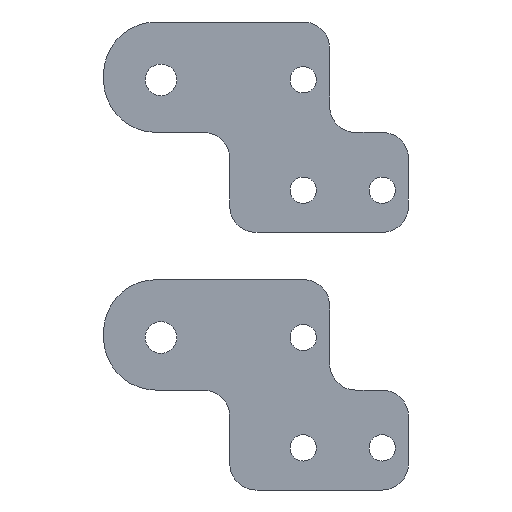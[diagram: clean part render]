
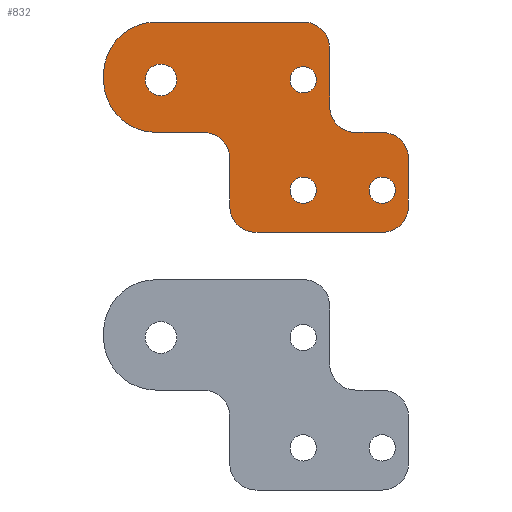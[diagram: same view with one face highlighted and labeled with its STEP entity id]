
A CAD part, front view. The second image highlights one B-rep face of the part: STEP entity #832.
In plain terms, the highlighted planar face has unit normal (0, -1, 0).
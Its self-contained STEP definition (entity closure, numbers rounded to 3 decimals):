
#49=LINE('',#1320,#113);
#54=LINE('',#1334,#118);
#58=LINE('',#1346,#122);
#62=LINE('',#1358,#126);
#66=LINE('',#1370,#130);
#70=LINE('',#1382,#134);
#74=LINE('',#1394,#138);
#78=LINE('',#1406,#142);
#113=VECTOR('',#1080,10.);
#118=VECTOR('',#1093,10.);
#122=VECTOR('',#1105,10.);
#126=VECTOR('',#1117,10.);
#130=VECTOR('',#1129,10.);
#134=VECTOR('',#1141,10.);
#138=VECTOR('',#1153,10.);
#142=VECTOR('',#1165,10.);
#164=PLANE('',#927);
#185=FACE_BOUND('',#297,.T.);
#186=FACE_BOUND('',#298,.T.);
#187=FACE_BOUND('',#299,.T.);
#188=FACE_BOUND('',#300,.T.);
#232=FACE_OUTER_BOUND('',#296,.T.);
#296=EDGE_LOOP('',(#745,#746,#747,#748,#749,#750,#751,#752,#753,#754,#755,
#756,#757,#758,#759,#760));
#297=EDGE_LOOP('',(#761));
#298=EDGE_LOOP('',(#762));
#299=EDGE_LOOP('',(#763));
#300=EDGE_LOOP('',(#764));
#326=CIRCLE('',#884,2.5);
#328=CIRCLE('',#887,2.5);
#330=CIRCLE('',#890,3.);
#332=CIRCLE('',#893,2.5);
#333=CIRCLE('',#896,5.);
#335=CIRCLE('',#900,5.);
#337=CIRCLE('',#904,5.);
#339=CIRCLE('',#908,5.);
#341=CIRCLE('',#912,5.);
#343=CIRCLE('',#916,5.);
#345=CIRCLE('',#920,10.);
#347=CIRCLE('',#924,10.);
#390=VERTEX_POINT('',#1300);
#392=VERTEX_POINT('',#1305);
#394=VERTEX_POINT('',#1310);
#396=VERTEX_POINT('',#1315);
#397=VERTEX_POINT('',#1318);
#398=VERTEX_POINT('',#1319);
#401=VERTEX_POINT('',#1327);
#403=VERTEX_POINT('',#1333);
#405=VERTEX_POINT('',#1339);
#407=VERTEX_POINT('',#1345);
#409=VERTEX_POINT('',#1351);
#411=VERTEX_POINT('',#1357);
#413=VERTEX_POINT('',#1363);
#415=VERTEX_POINT('',#1369);
#417=VERTEX_POINT('',#1375);
#419=VERTEX_POINT('',#1381);
#421=VERTEX_POINT('',#1387);
#423=VERTEX_POINT('',#1393);
#425=VERTEX_POINT('',#1399);
#427=VERTEX_POINT('',#1405);
#486=EDGE_CURVE('',#390,#390,#326,.T.);
#488=EDGE_CURVE('',#392,#392,#328,.T.);
#490=EDGE_CURVE('',#394,#394,#330,.T.);
#492=EDGE_CURVE('',#396,#396,#332,.T.);
#493=EDGE_CURVE('',#397,#398,#49,.T.);
#497=EDGE_CURVE('',#398,#401,#333,.T.);
#500=EDGE_CURVE('',#401,#403,#54,.T.);
#503=EDGE_CURVE('',#405,#403,#335,.T.);
#506=EDGE_CURVE('',#405,#407,#58,.T.);
#509=EDGE_CURVE('',#409,#407,#337,.T.);
#512=EDGE_CURVE('',#409,#411,#62,.T.);
#515=EDGE_CURVE('',#413,#411,#339,.T.);
#518=EDGE_CURVE('',#413,#415,#66,.T.);
#521=EDGE_CURVE('',#415,#417,#341,.T.);
#524=EDGE_CURVE('',#417,#419,#70,.T.);
#527=EDGE_CURVE('',#421,#419,#343,.T.);
#530=EDGE_CURVE('',#421,#423,#74,.T.);
#533=EDGE_CURVE('',#425,#423,#345,.T.);
#536=EDGE_CURVE('',#425,#427,#78,.T.);
#539=EDGE_CURVE('',#397,#427,#347,.T.);
#745=ORIENTED_EDGE('',*,*,#539,.F.);
#746=ORIENTED_EDGE('',*,*,#493,.T.);
#747=ORIENTED_EDGE('',*,*,#497,.T.);
#748=ORIENTED_EDGE('',*,*,#500,.T.);
#749=ORIENTED_EDGE('',*,*,#503,.F.);
#750=ORIENTED_EDGE('',*,*,#506,.T.);
#751=ORIENTED_EDGE('',*,*,#509,.F.);
#752=ORIENTED_EDGE('',*,*,#512,.T.);
#753=ORIENTED_EDGE('',*,*,#515,.F.);
#754=ORIENTED_EDGE('',*,*,#518,.T.);
#755=ORIENTED_EDGE('',*,*,#521,.T.);
#756=ORIENTED_EDGE('',*,*,#524,.T.);
#757=ORIENTED_EDGE('',*,*,#527,.F.);
#758=ORIENTED_EDGE('',*,*,#530,.T.);
#759=ORIENTED_EDGE('',*,*,#533,.F.);
#760=ORIENTED_EDGE('',*,*,#536,.T.);
#761=ORIENTED_EDGE('',*,*,#492,.F.);
#762=ORIENTED_EDGE('',*,*,#490,.F.);
#763=ORIENTED_EDGE('',*,*,#488,.F.);
#764=ORIENTED_EDGE('',*,*,#486,.F.);
#832=ADVANCED_FACE('',(#232,#185,#186,#187,#188),#164,.F.);
#884=AXIS2_PLACEMENT_3D('',#1301,#1058,#1059);
#887=AXIS2_PLACEMENT_3D('',#1306,#1064,#1065);
#890=AXIS2_PLACEMENT_3D('',#1311,#1070,#1071);
#893=AXIS2_PLACEMENT_3D('',#1316,#1076,#1077);
#896=AXIS2_PLACEMENT_3D('',#1328,#1086,#1087);
#900=AXIS2_PLACEMENT_3D('',#1340,#1098,#1099);
#904=AXIS2_PLACEMENT_3D('',#1352,#1110,#1111);
#908=AXIS2_PLACEMENT_3D('',#1364,#1122,#1123);
#912=AXIS2_PLACEMENT_3D('',#1376,#1134,#1135);
#916=AXIS2_PLACEMENT_3D('',#1388,#1146,#1147);
#920=AXIS2_PLACEMENT_3D('',#1400,#1158,#1159);
#924=AXIS2_PLACEMENT_3D('',#1411,#1170,#1171);
#927=AXIS2_PLACEMENT_3D('',#1414,#1176,#1177);
#1058=DIRECTION('center_axis',(0.,-1.,0.));
#1059=DIRECTION('ref_axis',(1.,0.,0.));
#1064=DIRECTION('center_axis',(0.,-1.,0.));
#1065=DIRECTION('ref_axis',(1.,0.,0.));
#1070=DIRECTION('center_axis',(0.,-1.,0.));
#1071=DIRECTION('ref_axis',(1.,0.,0.));
#1076=DIRECTION('center_axis',(0.,-1.,0.));
#1077=DIRECTION('ref_axis',(1.,0.,0.));
#1080=DIRECTION('',(1.,0.,0.));
#1086=DIRECTION('center_axis',(0.,1.,0.));
#1087=DIRECTION('ref_axis',(0.,0.,1.));
#1093=DIRECTION('',(0.,0.,-1.));
#1098=DIRECTION('center_axis',(0.,1.,0.));
#1099=DIRECTION('ref_axis',(0.,0.,-1.));
#1105=DIRECTION('',(1.,0.,0.));
#1110=DIRECTION('center_axis',(0.,1.,0.));
#1111=DIRECTION('ref_axis',(1.,0.,0.));
#1117=DIRECTION('',(0.,0.,1.));
#1122=DIRECTION('center_axis',(0.,1.,0.));
#1123=DIRECTION('ref_axis',(0.,0.,1.));
#1129=DIRECTION('',(-1.,0.,0.));
#1134=DIRECTION('center_axis',(0.,1.,0.));
#1135=DIRECTION('ref_axis',(0.,0.,-1.));
#1141=DIRECTION('',(0.,0.,1.));
#1146=DIRECTION('center_axis',(0.,1.,0.));
#1147=DIRECTION('ref_axis',(0.,0.,1.));
#1153=DIRECTION('',(-1.,0.,0.));
#1158=DIRECTION('center_axis',(0.,1.,0.));
#1159=DIRECTION('ref_axis',(-1.,0.,0.));
#1165=DIRECTION('',(0.,0.,-1.));
#1170=DIRECTION('center_axis',(0.,1.,0.));
#1171=DIRECTION('ref_axis',(0.,0.,-1.));
#1176=DIRECTION('center_axis',(0.,1.,0.));
#1177=DIRECTION('ref_axis',(1.,0.,0.));
#1300=CARTESIAN_POINT('',(2.5,0.,63.));
#1301=CARTESIAN_POINT('Origin',(5.,0.,63.));
#1305=CARTESIAN_POINT('',(17.5,0.,42.));
#1306=CARTESIAN_POINT('Origin',(20.,0.,42.));
#1310=CARTESIAN_POINT('',(-25.082,0.,63.));
#1311=CARTESIAN_POINT('Origin',(-22.082,0.,63.));
#1315=CARTESIAN_POINT('',(2.5,0.,42.));
#1316=CARTESIAN_POINT('Origin',(5.,0.,42.));
#1318=CARTESIAN_POINT('',(-23.,0.,53.));
#1319=CARTESIAN_POINT('',(-14.,0.,53.));
#1320=CARTESIAN_POINT('',(-23.,0.,53.));
#1327=CARTESIAN_POINT('',(-9.,0.,48.));
#1328=CARTESIAN_POINT('Origin',(-14.,0.,48.));
#1333=CARTESIAN_POINT('',(-9.,0.,39.));
#1334=CARTESIAN_POINT('',(-9.,0.,48.));
#1339=CARTESIAN_POINT('',(-4.,0.,34.));
#1340=CARTESIAN_POINT('Origin',(-4.,0.,39.));
#1345=CARTESIAN_POINT('',(20.,0.,34.));
#1346=CARTESIAN_POINT('',(-4.,0.,34.));
#1351=CARTESIAN_POINT('',(25.,0.,39.));
#1352=CARTESIAN_POINT('Origin',(20.,0.,39.));
#1357=CARTESIAN_POINT('',(25.,0.,48.));
#1358=CARTESIAN_POINT('',(25.,0.,39.));
#1363=CARTESIAN_POINT('',(20.,0.,53.));
#1364=CARTESIAN_POINT('Origin',(20.,0.,48.));
#1369=CARTESIAN_POINT('',(15.,0.,53.));
#1370=CARTESIAN_POINT('',(20.,0.,53.));
#1375=CARTESIAN_POINT('',(10.,0.,58.));
#1376=CARTESIAN_POINT('Origin',(15.,0.,58.));
#1381=CARTESIAN_POINT('',(10.,0.,69.));
#1382=CARTESIAN_POINT('',(10.,0.,58.));
#1387=CARTESIAN_POINT('',(5.,0.,74.));
#1388=CARTESIAN_POINT('Origin',(5.,0.,69.));
#1393=CARTESIAN_POINT('',(-23.,0.,74.));
#1394=CARTESIAN_POINT('',(5.,0.,74.));
#1399=CARTESIAN_POINT('',(-33.,0.,64.));
#1400=CARTESIAN_POINT('Origin',(-23.,0.,64.));
#1405=CARTESIAN_POINT('',(-33.,0.,63.));
#1406=CARTESIAN_POINT('',(-33.,0.,64.));
#1411=CARTESIAN_POINT('Origin',(-23.,0.,63.));
#1414=CARTESIAN_POINT('Origin',(-4.,0.,54.));
